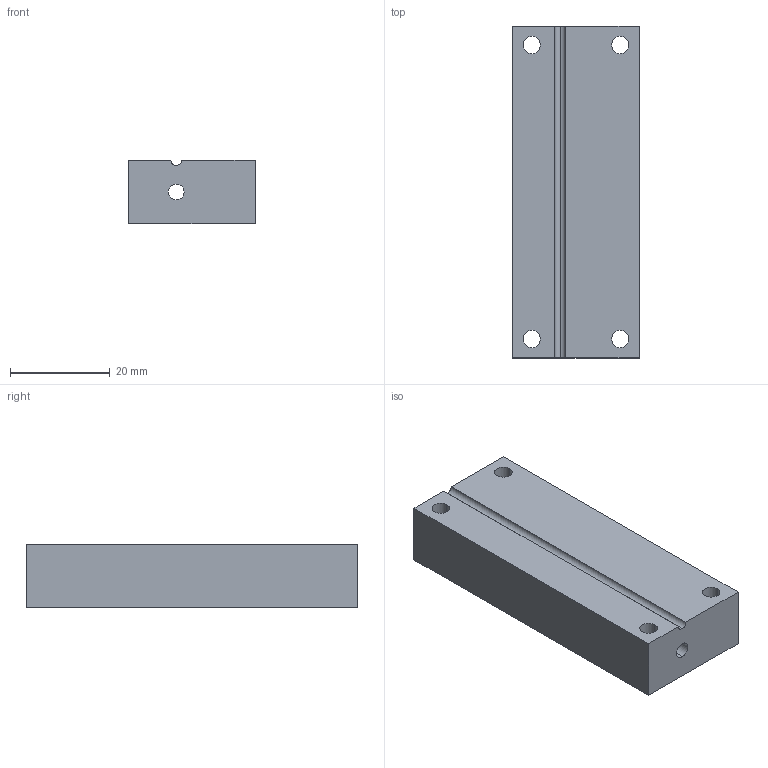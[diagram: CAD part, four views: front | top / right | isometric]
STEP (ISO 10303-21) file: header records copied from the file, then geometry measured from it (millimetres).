
FILE_DESCRIPTION (( 'STEP AP203' ), '1' );
FILE_NAME ('Heater_Definition-bottomhalf.STEP', '2011-05-29T16:26:37', ( 'D' ), ( 'D' ), 'SwSTEP 2.0', 'SolidWorks 2002296', '' );
FILE_SCHEMA (( 'CONFIG_CONTROL_DESIGN' ));
Length unit declared in the file: inch
Products named in the file (1): Heater_Definition-bottomhalf
Bounding box: 25.4 x 66.67 x 12.7 mm (x, y, z)
Volume: 18547.1 mm3; surface area: 7768.6 mm2
Topology: 1 solids, 1 shells, 25 faces, 63 edges, 42 vertices
Faces by surface type: cylinder 16, plane 9
Entity records: 868 total; most frequent: DIRECTION 147, CARTESIAN_POINT 131, ORIENTED_EDGE 126, EDGE_CURVE 63, AXIS2_PLACEMENT_3D 58, VERTEX_POINT 42, EDGE_LOOP 37, CIRCLE 32
